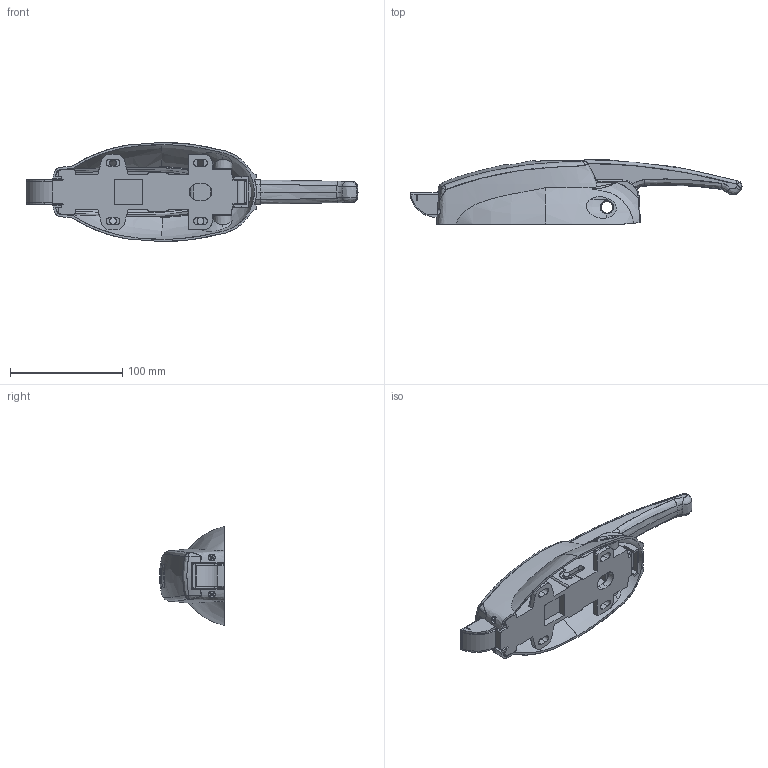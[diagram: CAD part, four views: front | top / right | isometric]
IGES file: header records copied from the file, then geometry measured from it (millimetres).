
Start section: SolidWorks IGES file using analytic representation for surfaces
Global section: file name: FA-662.IGS,15; native system: HSolidWorks 2011; preprocessor: SolidWorks 2011; author: yokaya; date: 110621.114357; units: millimetre
Bounding box: 296.09 x 57.43 x 88.5 mm (x, y, z)
Surface area: 127410.1 mm2 (no closed solid volume)
Topology: 0 solids, 0 shells, 585 faces, 8526 edges, 8515 vertices
Faces by surface type: bspline 353, revolution 232
